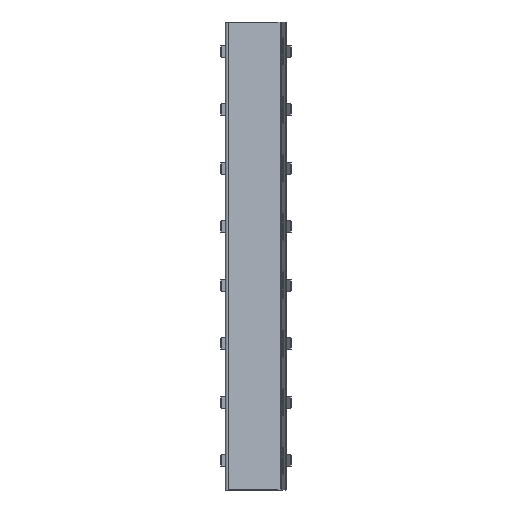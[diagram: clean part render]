
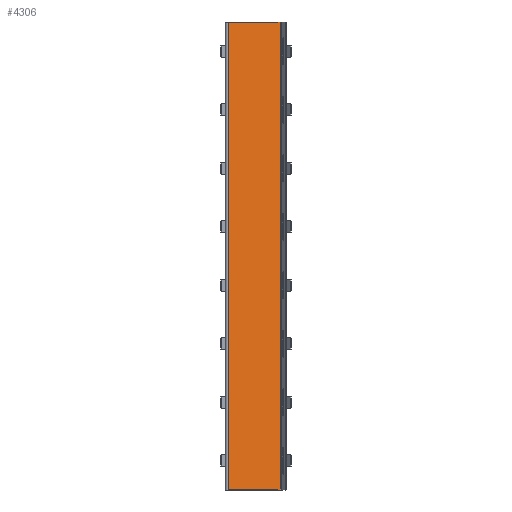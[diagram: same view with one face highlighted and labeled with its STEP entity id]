
A CAD part, front view. The second image highlights one B-rep face of the part: STEP entity #4306.
In plain terms, the highlighted planar face has unit normal (0.5, -0.866, 0).
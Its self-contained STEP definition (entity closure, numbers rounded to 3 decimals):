
#2113 = EDGE_CURVE ( 'NONE', #3147, #4816, #9707, .T. ) ;
#2517 = VERTEX_POINT ( 'NONE', #4983 ) ;
#2630 = VERTEX_POINT ( 'NONE', #5096 ) ;
#3147 = VERTEX_POINT ( 'NONE', #6643 ) ;
#3196 = ORIENTED_EDGE ( 'NONE', *, *, #5993, .F. ) ;
#3198 = ORIENTED_EDGE ( 'NONE', *, *, #5994, .F. ) ;
#3199 = ORIENTED_EDGE ( 'NONE', *, *, #5995, .T. ) ;
#3200 = ORIENTED_EDGE ( 'NONE', *, *, #2113, .T. ) ;
#3281 = EDGE_LOOP ( 'NONE', ( #3196, #3198, #3199, #3200 ) ) ;
#4306 = ADVANCED_FACE ( 'NONE', ( #7352 ), #8372, .T. ) ;
#4816 = VERTEX_POINT ( 'NONE', #6872 ) ;
#4983 = CARTESIAN_POINT ( 'NONE',  ( 4.1, 5.052, 0. ) ) ;
#5096 = CARTESIAN_POINT ( 'NONE',  ( 4.1, 5.052, 80. ) ) ;
#5993 = EDGE_CURVE ( 'NONE', #2517, #4816, #7710, .T. ) ;
#5994 = EDGE_CURVE ( 'NONE', #2630, #2517, #7711, .T. ) ;
#5995 = EDGE_CURVE ( 'NONE', #2630, #3147, #7654, .T. ) ;
#6116 = CARTESIAN_POINT ( 'NONE',  ( -4.772, -0.071, 80. ) ) ;
#6117 = DIRECTION ( 'NONE',  ( 0., 0., -1. ) ) ;
#6433 = AXIS2_PLACEMENT_3D ( 'NONE', #8373, #8378, #8379 ) ;
#6643 = CARTESIAN_POINT ( 'NONE',  ( -4.772, -0.071, 80. ) ) ;
#6872 = CARTESIAN_POINT ( 'NONE',  ( -4.772, -0.071, 0. ) ) ;
#7352 = FACE_OUTER_BOUND ( 'NONE', #3281, .T. ) ;
#7654 = LINE ( 'NONE', #10385, #7716 ) ;
#7710 = LINE ( 'NONE', #10379, #7712 ) ;
#7711 = LINE ( 'NONE', #10389, #7714 ) ;
#7712 = VECTOR ( 'NONE', #10380, 1000. ) ;
#7714 = VECTOR ( 'NONE', #10391, 1000. ) ;
#7716 = VECTOR ( 'NONE', #10392, 1000. ) ;
#8372 = PLANE ( 'NONE',  #6433 ) ;
#8373 = CARTESIAN_POINT ( 'NONE',  ( 4.1, 5.052, 80. ) ) ;
#8378 = DIRECTION ( 'NONE',  ( 0.5, -0.866, 0. ) ) ;
#8379 = DIRECTION ( 'NONE',  ( 0.866, 0.5, 0. ) ) ;
#9707 = LINE ( 'NONE', #6116, #9709 ) ;
#9709 = VECTOR ( 'NONE', #6117, 1000. ) ;
#10379 = CARTESIAN_POINT ( 'NONE',  ( 4.1, 5.052, 0. ) ) ;
#10380 = DIRECTION ( 'NONE',  ( -0.866, -0.5, 0. ) ) ;
#10385 = CARTESIAN_POINT ( 'NONE',  ( 4.1, 5.052, 80. ) ) ;
#10389 = CARTESIAN_POINT ( 'NONE',  ( 4.1, 5.052, 80. ) ) ;
#10391 = DIRECTION ( 'NONE',  ( 0., 0., -1. ) ) ;
#10392 = DIRECTION ( 'NONE',  ( -0.866, -0.5, 0. ) ) ;
